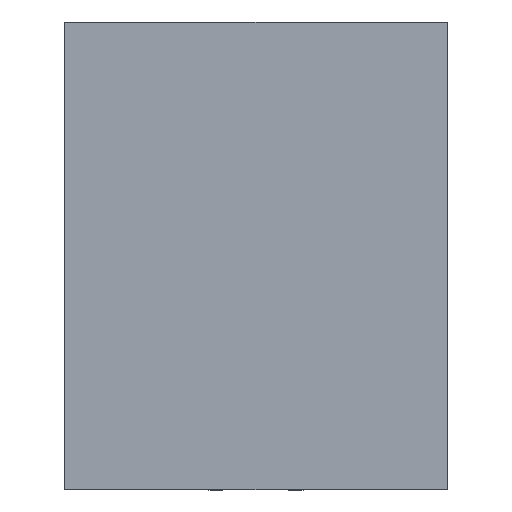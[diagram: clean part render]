
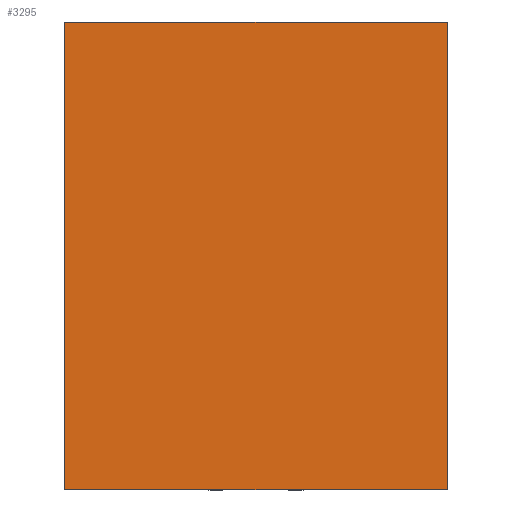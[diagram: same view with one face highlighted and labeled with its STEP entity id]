
A CAD part, front view. The second image highlights one B-rep face of the part: STEP entity #3295.
In plain terms, the highlighted planar face has unit normal (0, -1, 0).
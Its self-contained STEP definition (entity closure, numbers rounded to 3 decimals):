
#2620=CARTESIAN_POINT('',(-90.0,-5.,110.0));
#2621=VERTEX_POINT('',#2620);
#2628=CARTESIAN_POINT('',(90.0,-5.,110.0));
#2629=VERTEX_POINT('',#2628);
#2630=CARTESIAN_POINT('',(90.0,-5.,110.0));
#2631=DIRECTION('',(-1.0,0.0,0.0));
#2632=VECTOR('',#2631,180.0);
#2633=LINE('',#2630,#2632);
#2634=EDGE_CURVE('',#2629,#2621,#2633,.T.);
#3217=CARTESIAN_POINT('',(90.0,-5.,-110.0));
#3218=VERTEX_POINT('',#3217);
#3225=CARTESIAN_POINT('',(-90.0,-5.,-110.0));
#3226=VERTEX_POINT('',#3225);
#3227=CARTESIAN_POINT('',(-90.0,-5.,-110.0));
#3228=DIRECTION('',(1.0,0.0,0.0));
#3229=VECTOR('',#3228,180.0);
#3230=LINE('',#3227,#3229);
#3231=EDGE_CURVE('',#3226,#3218,#3230,.T.);
#3258=CARTESIAN_POINT('',(-90.0,-5.,110.0));
#3259=DIRECTION('',(0.0,0.0,-1.0));
#3260=VECTOR('',#3259,220.0);
#3261=LINE('',#3258,#3260);
#3262=EDGE_CURVE('',#2621,#3226,#3261,.T.);
#3273=CARTESIAN_POINT('',(90.0,-5.,-110.0));
#3274=DIRECTION('',(0.0,0.0,1.0));
#3275=VECTOR('',#3274,220.0);
#3276=LINE('',#3273,#3275);
#3277=EDGE_CURVE('',#3218,#2629,#3276,.T.);
#3284=CARTESIAN_POINT('',(90.0,-5.,0.0));
#3285=DIRECTION('',(0.0,-1.0,0.0));
#3286=DIRECTION('',(0.0,0.0,-1.0));
#3287=AXIS2_PLACEMENT_3D('',#3284,#3285,#3286);
#3288=PLANE('',#3287);
#3289=ORIENTED_EDGE('',*,*,#2634,.T.);
#3290=ORIENTED_EDGE('',*,*,#3262,.T.);
#3291=ORIENTED_EDGE('',*,*,#3231,.T.);
#3292=ORIENTED_EDGE('',*,*,#3277,.T.);
#3293=EDGE_LOOP('',(#3289,#3290,#3291,#3292));
#3294=FACE_OUTER_BOUND('',#3293,.T.);
#3295=ADVANCED_FACE('',(#3294),#3288,.T.);
